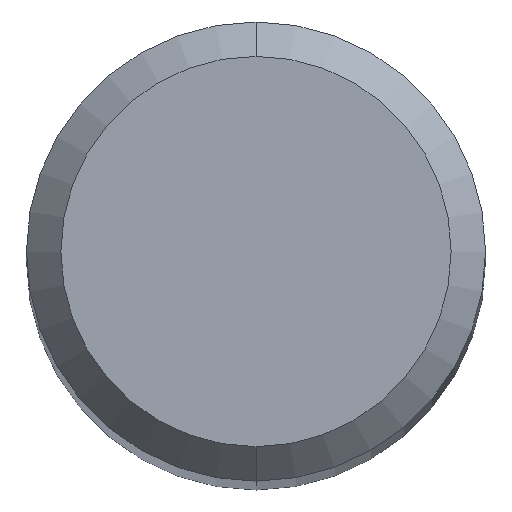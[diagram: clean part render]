
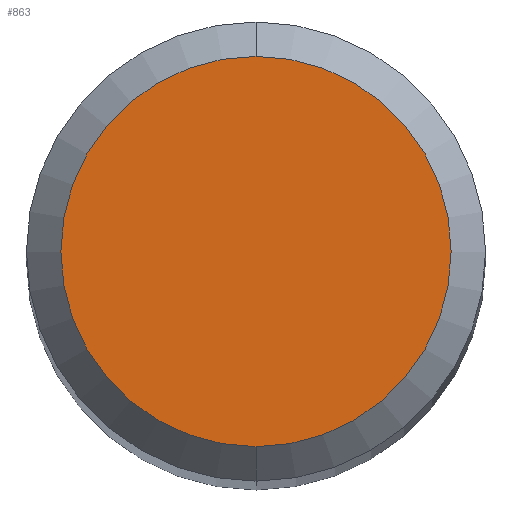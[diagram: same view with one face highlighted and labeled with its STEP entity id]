
A CAD part, top view. The second image highlights one B-rep face of the part: STEP entity #863.
In plain terms, the highlighted planar face has unit normal (0, 0, 1).
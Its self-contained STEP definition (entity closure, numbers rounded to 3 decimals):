
#505=VERTEX_POINT('',#1178);
#599=EDGE_CURVE('',#697,#505,#1281,.T.);
#697=VERTEX_POINT('',#1387);
#711=EDGE_CURVE('',#505,#697,#1402,.T.);
#863=ADVANCED_FACE('',(#1572),#1573,.T.);
#1178=CARTESIAN_POINT('',(0.,-1.7,0.0));
#1281=CIRCLE('',#2417,1.7);
#1387=CARTESIAN_POINT('',(0.0,1.7,0.0));
#1402=CIRCLE('',#2829,1.7);
#1572=FACE_OUTER_BOUND('',#3380,.T.);
#1573=PLANE('',#3381);
#2417=AXIS2_PLACEMENT_3D('',#4320,#4321,#4322);
#2829=AXIS2_PLACEMENT_3D('',#4444,#4445,#4446);
#3380=EDGE_LOOP('',(#4636,#4637));
#3381=AXIS2_PLACEMENT_3D('',#4638,#4639,#4640);
#4320=CARTESIAN_POINT('',(0.0,0.0,0.0));
#4321=DIRECTION('',(0.0,0.0,-1.0));
#4322=DIRECTION('',(0.0,1.0,0.0));
#4444=CARTESIAN_POINT('',(0.0,0.0,0.0));
#4445=DIRECTION('',(0.0,0.0,-1.0));
#4446=DIRECTION('',(0.0,1.0,0.0));
#4636=ORIENTED_EDGE('',*,*,#599,.F.);
#4637=ORIENTED_EDGE('',*,*,#711,.F.);
#4638=CARTESIAN_POINT('',(0.0,0.85,0.0));
#4639=DIRECTION('',(-0.0,0.0,1.0));
#4640=DIRECTION('',(0.0,-1.0,0.0));
